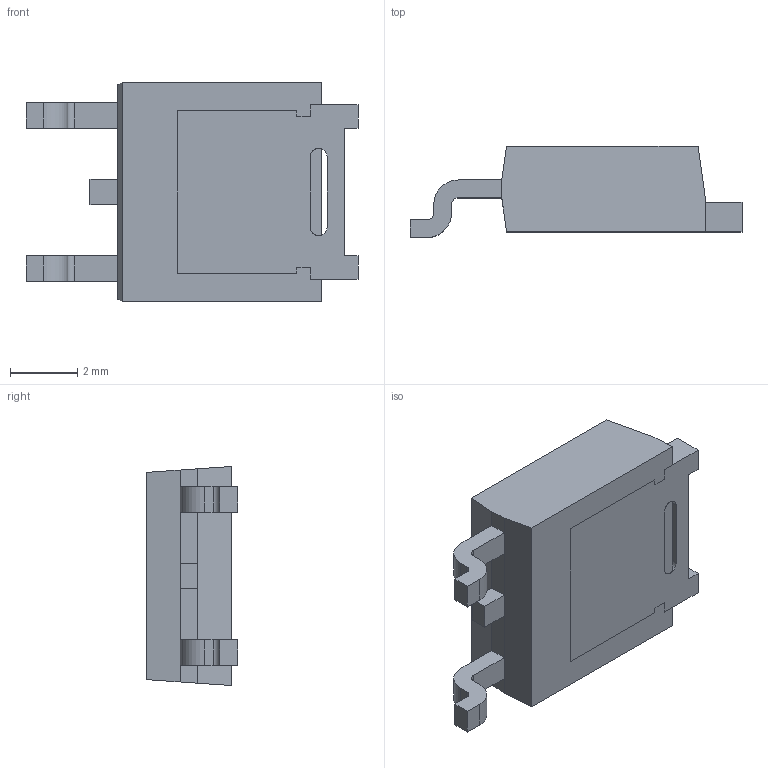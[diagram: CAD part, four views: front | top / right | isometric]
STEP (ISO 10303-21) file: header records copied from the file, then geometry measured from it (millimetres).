
FILE_DESCRIPTION (( 'STEP AP214' ), '1' );
FILE_NAME ('LM78M05CDTX_NOPB.STEP', '2022-02-01T00:02:39', ( '' ), ( '' ), 'SwSTEP 2.0', 'SolidWorks 2017', '' );
FILE_SCHEMA (( 'AUTOMOTIVE_DESIGN' ));
Length unit declared in the file: millimetre
Products named in the file (1): LM78M05CDTX_NOPB
Bounding box: 9.91 x 2.72 x 6.54 mm (x, y, z)
Volume: 103.1 mm3; surface area: 246.3 mm2
Topology: 5 solids, 5 shells, 86 faces, 221 edges, 146 vertices
Faces by surface type: plane 72, cylinder 14
Entity records: 2655 total; most frequent: CARTESIAN_POINT 454, ORIENTED_EDGE 442, DIRECTION 423, EDGE_CURVE 221, VECTOR 193, LINE 193, VERTEX_POINT 146, AXIS2_PLACEMENT_3D 115
